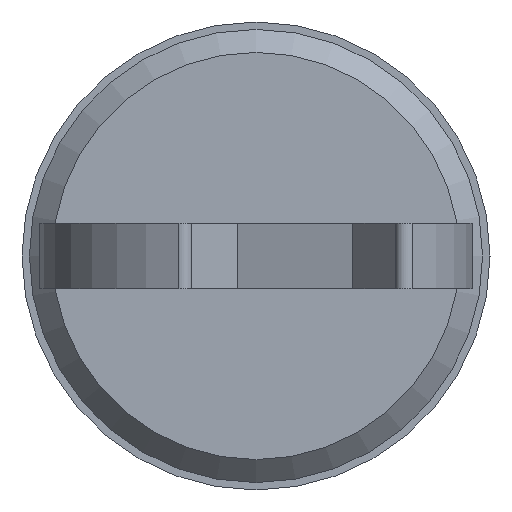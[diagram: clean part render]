
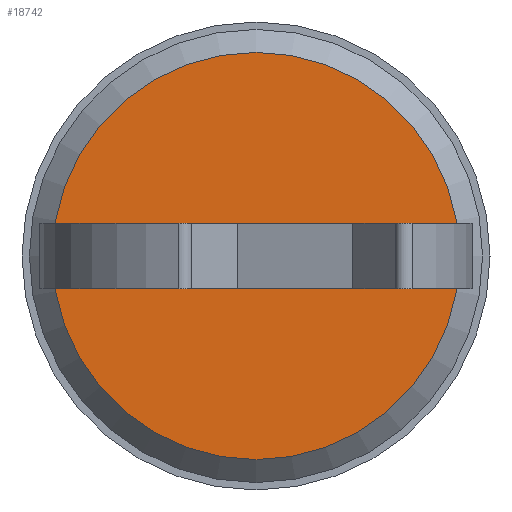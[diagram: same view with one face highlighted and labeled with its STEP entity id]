
A CAD part, left-side view. The second image highlights one B-rep face of the part: STEP entity #18742.
In plain terms, the highlighted planar face has unit normal (-1, 0, 0).
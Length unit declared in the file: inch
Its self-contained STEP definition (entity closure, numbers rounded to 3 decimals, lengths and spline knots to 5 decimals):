
#439 = VERTEX_POINT ( 'NONE', #442 ) ;
#442 = CARTESIAN_POINT ( 'NONE',  ( 0., -0.2451, -0.05 ) ) ;
#1162 = EDGE_CURVE ( 'NONE', #20637, #7098, #14316, .T. ) ;
#2056 = CARTESIAN_POINT ( 'NONE',  ( 0., -0.30888, 0. ) ) ;
#2414 = LINE ( 'NONE', #20212, #18493 ) ;
#2459 = EDGE_CURVE ( 'NONE', #14626, #14626, #16643, .T. ) ;
#2560 = DIRECTION ( 'NONE',  ( 0., -1., 0. ) ) ;
#2926 = AXIS2_PLACEMENT_3D ( 'NONE', #10935, #16615, #2560 ) ;
#3049 = AXIS2_PLACEMENT_3D ( 'NONE', #3934, #4236, #16915 ) ;
#3230 = ORIENTED_EDGE ( 'NONE', *, *, #5552, .F. ) ;
#3809 = LINE ( 'NONE', #15199, #12115 ) ;
#3934 = CARTESIAN_POINT ( 'NONE',  ( 0., 0., 0. ) ) ;
#4033 = PLANE ( 'NONE',  #3049 ) ;
#4132 = FACE_BOUND ( 'NONE', #18559, .T. ) ;
#4236 = DIRECTION ( 'NONE',  ( 1., 0., 0. ) ) ;
#5552 = EDGE_CURVE ( 'NONE', #9549, #20637, #15452, .T. ) ;
#5753 = ORIENTED_EDGE ( 'NONE', *, *, #9426, .T. ) ;
#6186 = EDGE_CURVE ( 'NONE', #439, #7098, #3809, .T. ) ;
#6370 = DIRECTION ( 'NONE',  ( 0., 0., -1. ) ) ;
#7098 = VERTEX_POINT ( 'NONE', #18390 ) ;
#7263 = DIRECTION ( 'NONE',  ( 0., 1., 0. ) ) ;
#7722 = VECTOR ( 'NONE', #6370, 39.37008 ) ;
#7954 = CARTESIAN_POINT ( 'NONE',  ( 0., 0.2451, 0.05 ) ) ;
#8830 = DIRECTION ( 'NONE',  ( 0., 0., -1. ) ) ;
#9309 = DIRECTION ( 'NONE',  ( 0., 1., 0. ) ) ;
#9426 = EDGE_CURVE ( 'NONE', #9549, #439, #2414, .T. ) ;
#9549 = VERTEX_POINT ( 'NONE', #13717 ) ;
#10635 = FACE_OUTER_BOUND ( 'NONE', #12895, .T. ) ;
#10935 = CARTESIAN_POINT ( 'NONE',  ( 0., 0., 0. ) ) ;
#12076 = VECTOR ( 'NONE', #9309, 39.37008 ) ;
#12115 = VECTOR ( 'NONE', #7263, 39.37008 ) ;
#12895 = EDGE_LOOP ( 'NONE', ( #12941 ) ) ;
#12941 = ORIENTED_EDGE ( 'NONE', *, *, #2459, .T. ) ;
#13282 = CARTESIAN_POINT ( 'NONE',  ( 0., 0.2451, 0.05 ) ) ;
#13717 = CARTESIAN_POINT ( 'NONE',  ( 0., -0.2451, 0.05 ) ) ;
#13850 = ORIENTED_EDGE ( 'NONE', *, *, #6186, .T. ) ;
#13895 = ORIENTED_EDGE ( 'NONE', *, *, #1162, .F. ) ;
#14316 = LINE ( 'NONE', #7954, #7722 ) ;
#14626 = VERTEX_POINT ( 'NONE', #2056 ) ;
#15199 = CARTESIAN_POINT ( 'NONE',  ( 0., 0.2451, -0.05 ) ) ;
#15452 = LINE ( 'NONE', #18823, #12076 ) ;
#16615 = DIRECTION ( 'NONE',  ( -1., 0., 0. ) ) ;
#16643 = CIRCLE ( 'NONE', #2926, 0.30888 ) ;
#16915 = DIRECTION ( 'NONE',  ( 0., 1., 0. ) ) ;
#18390 = CARTESIAN_POINT ( 'NONE',  ( 0., 0.2451, -0.05 ) ) ;
#18493 = VECTOR ( 'NONE', #8830, 39.37008 ) ;
#18559 = EDGE_LOOP ( 'NONE', ( #5753, #13850, #13895, #3230 ) ) ;
#18742 = ADVANCED_FACE ( 'NONE', ( #4132, #10635 ), #4033, .F. ) ;
#18823 = CARTESIAN_POINT ( 'NONE',  ( 0., 0.2451, 0.05 ) ) ;
#20212 = CARTESIAN_POINT ( 'NONE',  ( 0., -0.2451, 0.05 ) ) ;
#20637 = VERTEX_POINT ( 'NONE', #13282 ) ;
